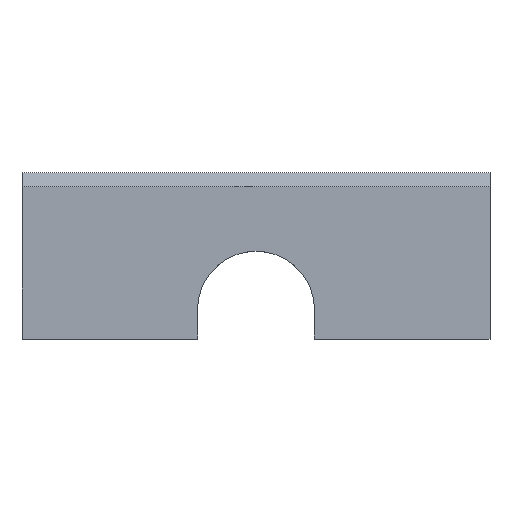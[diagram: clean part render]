
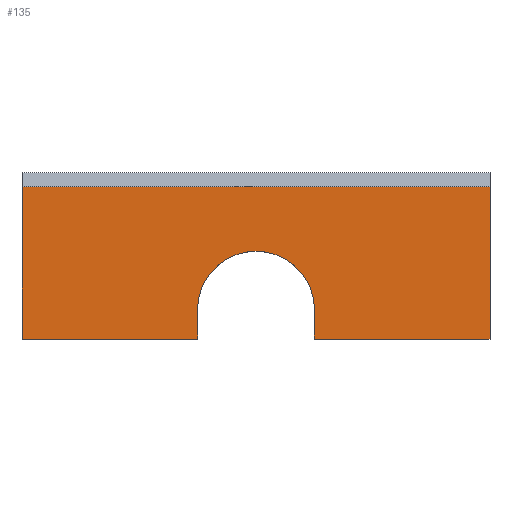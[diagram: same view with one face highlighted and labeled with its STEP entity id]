
A CAD part, top view. The second image highlights one B-rep face of the part: STEP entity #135.
In plain terms, the highlighted planar face has unit normal (0, 0, 1).
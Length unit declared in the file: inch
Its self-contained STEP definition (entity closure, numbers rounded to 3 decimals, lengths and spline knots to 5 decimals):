
#14 = CARTESIAN_POINT ( 'NONE',  ( 0.75, 0.125, 0.12 ) ) ;
#26 = LINE ( 'NONE', #148, #68 ) ;
#30 = DIRECTION ( 'NONE',  ( 0., 0., -1. ) ) ;
#36 = VECTOR ( 'NONE', #321, 39.37008 ) ;
#47 = VECTOR ( 'NONE', #206, 39.37008 ) ;
#61 = ORIENTED_EDGE ( 'NONE', *, *, #405, .T. ) ;
#65 = CARTESIAN_POINT ( 'NONE',  ( 0., 0., 0.12 ) ) ;
#68 = VECTOR ( 'NONE', #243, 39.37008 ) ;
#74 = VECTOR ( 'NONE', #359, 39.37008 ) ;
#81 = EDGE_LOOP ( 'NONE', ( #300, #114, #271, #61, #399, #83, #195, #84 ) ) ;
#83 = ORIENTED_EDGE ( 'NONE', *, *, #112, .F. ) ;
#84 = ORIENTED_EDGE ( 'NONE', *, *, #169, .T. ) ;
#89 = VERTEX_POINT ( 'NONE', #65 ) ;
#90 = LINE ( 'NONE', #200, #145 ) ;
#103 = VECTOR ( 'NONE', #106, 39.37008 ) ;
#106 = DIRECTION ( 'NONE',  ( 0., -1., 0. ) ) ;
#112 = EDGE_CURVE ( 'NONE', #273, #238, #258, .T. ) ;
#114 = ORIENTED_EDGE ( 'NONE', *, *, #338, .T. ) ;
#135 = ADVANCED_FACE ( 'NONE', ( #307 ), #343, .F. ) ;
#137 = CARTESIAN_POINT ( 'NONE',  ( 1.25, 0., 0.12 ) ) ;
#143 = VERTEX_POINT ( 'NONE', #137 ) ;
#145 = VECTOR ( 'NONE', #198, 39.37008 ) ;
#148 = CARTESIAN_POINT ( 'NONE',  ( 2., 0.71, 0.12 ) ) ;
#150 = EDGE_CURVE ( 'NONE', #273, #143, #222, .T. ) ;
#153 = DIRECTION ( 'NONE',  ( -1., 0., 0. ) ) ;
#158 = AXIS2_PLACEMENT_3D ( 'NONE', #285, #30, #153 ) ;
#159 = DIRECTION ( 'NONE',  ( 0., 0., 1. ) ) ;
#168 = CARTESIAN_POINT ( 'NONE',  ( 2., 0.65, 0.12 ) ) ;
#169 = EDGE_CURVE ( 'NONE', #143, #276, #355, .T. ) ;
#177 = EDGE_CURVE ( 'NONE', #238, #357, #188, .T. ) ;
#180 = CARTESIAN_POINT ( 'NONE',  ( 2., 0.65, 0.12 ) ) ;
#188 = LINE ( 'NONE', #14, #103 ) ;
#192 = CARTESIAN_POINT ( 'NONE',  ( 0.75, 0.125, 0.12 ) ) ;
#195 = ORIENTED_EDGE ( 'NONE', *, *, #150, .T. ) ;
#198 = DIRECTION ( 'NONE',  ( 1., 0., 0. ) ) ;
#200 = CARTESIAN_POINT ( 'NONE',  ( 0., 0., 0.12 ) ) ;
#205 = VERTEX_POINT ( 'NONE', #168 ) ;
#206 = DIRECTION ( 'NONE',  ( -1., 0., 0. ) ) ;
#222 = LINE ( 'NONE', #382, #74 ) ;
#225 = CARTESIAN_POINT ( 'NONE',  ( 0., 0.65, 0.12 ) ) ;
#233 = VERTEX_POINT ( 'NONE', #225 ) ;
#238 = VERTEX_POINT ( 'NONE', #192 ) ;
#243 = DIRECTION ( 'NONE',  ( 0., -1., 0. ) ) ;
#247 = EDGE_CURVE ( 'NONE', #89, #233, #353, .T. ) ;
#258 = CIRCLE ( 'NONE', #274, 0.25 ) ;
#260 = CARTESIAN_POINT ( 'NONE',  ( 1.25, 0.125, 0.12 ) ) ;
#271 = ORIENTED_EDGE ( 'NONE', *, *, #247, .F. ) ;
#273 = VERTEX_POINT ( 'NONE', #260 ) ;
#274 = AXIS2_PLACEMENT_3D ( 'NONE', #313, #159, #339 ) ;
#276 = VERTEX_POINT ( 'NONE', #288 ) ;
#285 = CARTESIAN_POINT ( 'NONE',  ( 0., 0., 0.12 ) ) ;
#288 = CARTESIAN_POINT ( 'NONE',  ( 2., 0., 0.12 ) ) ;
#300 = ORIENTED_EDGE ( 'NONE', *, *, #400, .F. ) ;
#301 = VECTOR ( 'NONE', #315, 39.37008 ) ;
#307 = FACE_OUTER_BOUND ( 'NONE', #81, .T. ) ;
#313 = CARTESIAN_POINT ( 'NONE',  ( 1., 0.125, 0.12 ) ) ;
#315 = DIRECTION ( 'NONE',  ( 0., 1., 0. ) ) ;
#319 = CARTESIAN_POINT ( 'NONE',  ( 0., 0., 0.12 ) ) ;
#321 = DIRECTION ( 'NONE',  ( 1., 0., 0. ) ) ;
#337 = CARTESIAN_POINT ( 'NONE',  ( 0.75, 0., 0.12 ) ) ;
#338 = EDGE_CURVE ( 'NONE', #205, #233, #401, .T. ) ;
#339 = DIRECTION ( 'NONE',  ( 1., 0., 0. ) ) ;
#343 = PLANE ( 'NONE',  #158 ) ;
#353 = LINE ( 'NONE', #390, #301 ) ;
#355 = LINE ( 'NONE', #319, #36 ) ;
#357 = VERTEX_POINT ( 'NONE', #337 ) ;
#359 = DIRECTION ( 'NONE',  ( 0., -1., 0. ) ) ;
#382 = CARTESIAN_POINT ( 'NONE',  ( 1.25, 0.125, 0.12 ) ) ;
#390 = CARTESIAN_POINT ( 'NONE',  ( 0., 0., 0.12 ) ) ;
#399 = ORIENTED_EDGE ( 'NONE', *, *, #177, .F. ) ;
#400 = EDGE_CURVE ( 'NONE', #205, #276, #26, .T. ) ;
#401 = LINE ( 'NONE', #180, #47 ) ;
#405 = EDGE_CURVE ( 'NONE', #89, #357, #90, .T. ) ;
